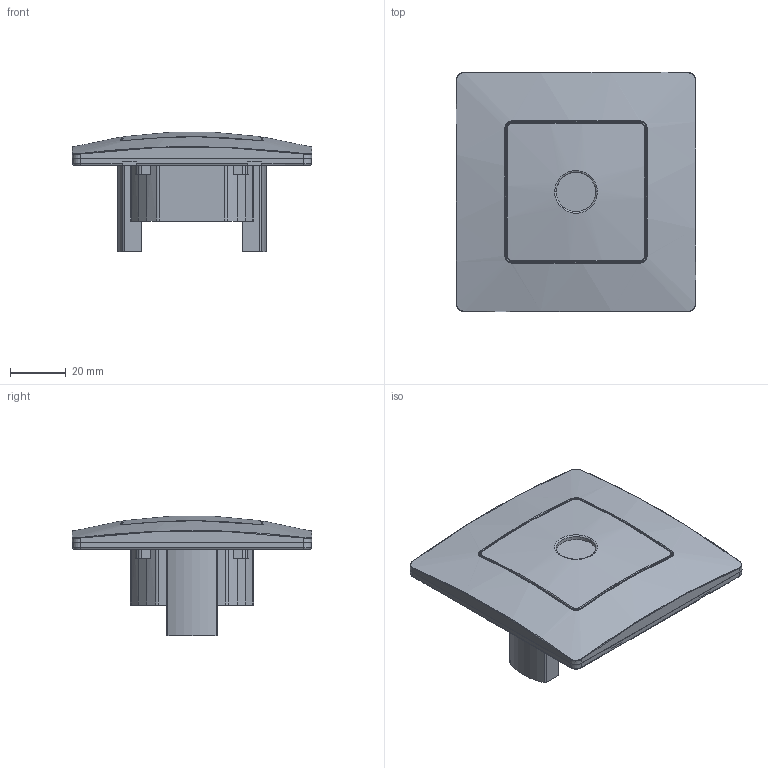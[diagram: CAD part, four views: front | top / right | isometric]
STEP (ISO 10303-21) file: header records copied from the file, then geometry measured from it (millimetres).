
FILE_DESCRIPTION (( 'STEP AP203' ), '1' );
FILE_NAME ('Rozetka_TV_.STEP', '2025-06-26T07:35:09', ( '' ), ( '' ), 'SwSTEP 2.0', 'SolidWorks 2022', '' );
FILE_SCHEMA (( 'CONFIG_CONTROL_DESIGN' ));
Length unit declared in the file: millimetre
Products named in the file (1): Rozetka_TV_
Bounding box: 86 x 86 x 42.83 mm (x, y, z)
Surface area: 27906.4 mm2 (no closed solid volume)
Topology: 0 solids, 11 shells, 484 faces, 1313 edges, 847 vertices
Faces by surface type: plane 311, bspline 88, cylinder 61, cone 20, torus 4
Entity records: 22902 total; most frequent: CARTESIAN_POINT 13652, ORIENTED_EDGE 2603, EDGE_CURVE 1313, B_SPLINE_CURVE_WITH_KNOTS 1288, VERTEX_POINT 847, DIRECTION 794, EDGE_LOOP 490, ADVANCED_FACE 484
